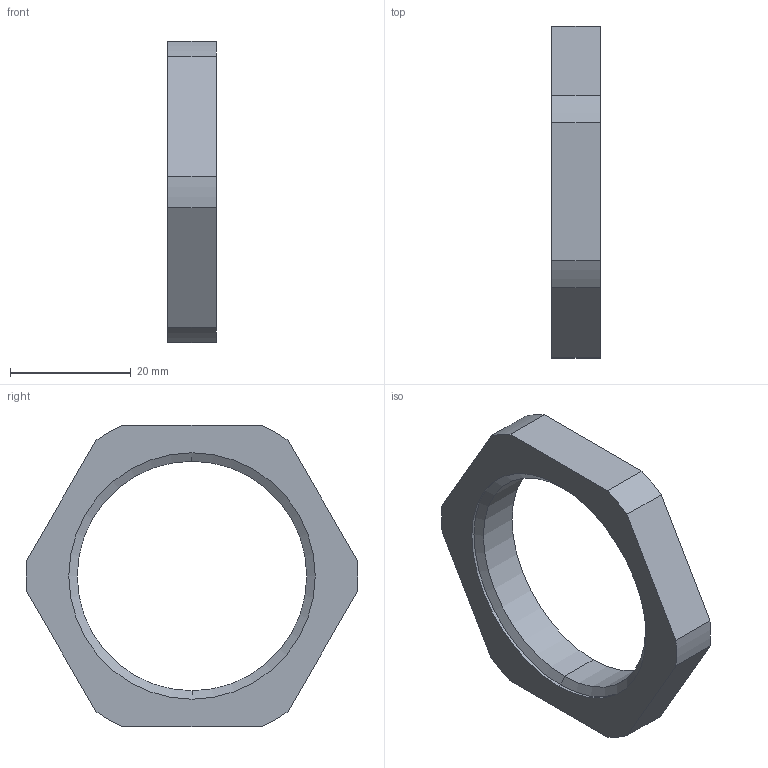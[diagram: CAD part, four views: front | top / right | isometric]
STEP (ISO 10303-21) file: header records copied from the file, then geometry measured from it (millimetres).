
FILE_DESCRIPTION (( 'STEP AP203' ), '1' );
FILE_NAME ('G4340010.STEP', '2015-12-01T09:15:43', ( '' ), ( '' ), 'SwSTEP 2.0', 'SolidWorks 2015', '' );
FILE_SCHEMA (( 'CONFIG_CONTROL_DESIGN' ));
Length unit declared in the file: millimetre
Products named in the file (1): G4340010
Bounding box: 8 x 54.97 x 50 mm (x, y, z)
Volume: 7927.5 mm3; surface area: 4258.3 mm2
Topology: 1 solids, 1 shells, 20 faces, 50 edges, 32 vertices
Faces by surface type: cylinder 10, plane 8, cone 2
Entity records: 683 total; most frequent: DIRECTION 112, CARTESIAN_POINT 103, ORIENTED_EDGE 100, EDGE_CURVE 50, AXIS2_PLACEMENT_3D 41, VERTEX_POINT 32, VECTOR 30, LINE 30
